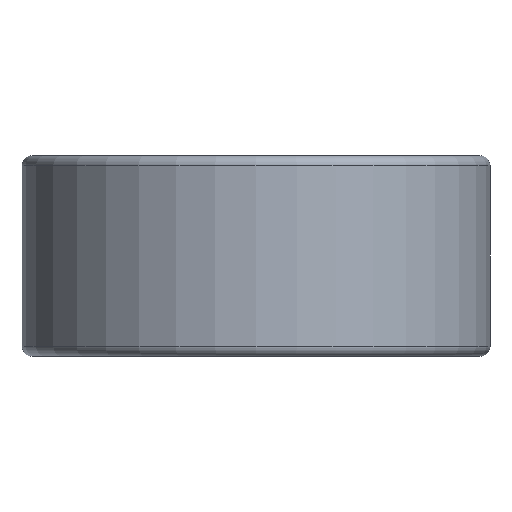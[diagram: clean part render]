
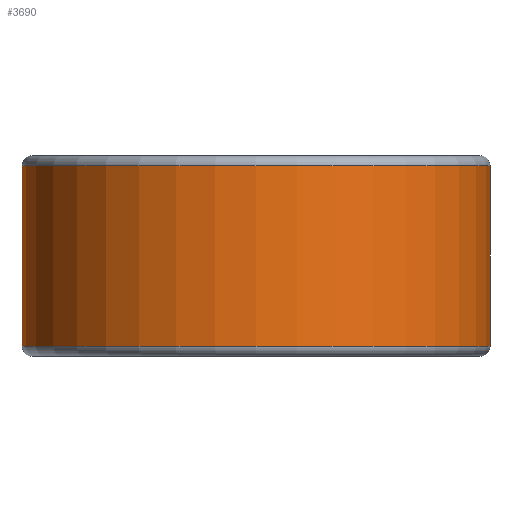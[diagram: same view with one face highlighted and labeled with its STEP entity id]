
A CAD part, front view. The second image highlights one B-rep face of the part: STEP entity #3690.
In plain terms, the highlighted cylindrical face has radius 11.113 mm (diameter 22.225 mm), a partial arc.
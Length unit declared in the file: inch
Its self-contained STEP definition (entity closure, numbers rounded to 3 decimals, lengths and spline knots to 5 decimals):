
#9 = VECTOR ( 'NONE', #2034, 39.37008 ) ;
#37 = LINE ( 'NONE', #2038, #9 ) ;
#216 = AXIS2_PLACEMENT_3D ( 'NONE', #1305, #1264, #1210 ) ;
#241 = AXIS2_PLACEMENT_3D ( 'NONE', #1025, #1026, #1034 ) ;
#436 = CIRCLE ( 'NONE', #216, 0.4375 ) ;
#460 = FACE_OUTER_BOUND ( 'NONE', #4280, .T. ) ;
#472 = CYLINDRICAL_SURFACE ( 'NONE', #241, 0.4375 ) ;
#788 = CARTESIAN_POINT ( 'NONE',  ( -0.4375, 0., 0.1875 ) ) ;
#882 = DIRECTION ( 'NONE',  ( 0., 0., -1. ) ) ;
#1025 = CARTESIAN_POINT ( 'NONE',  ( 0., 0., 0.1875 ) ) ;
#1026 = DIRECTION ( 'NONE',  ( 0., 0., -1. ) ) ;
#1034 = DIRECTION ( 'NONE',  ( -1., 0., 0. ) ) ;
#1165 = CARTESIAN_POINT ( 'NONE',  ( 0.4375, 0., 0.16875 ) ) ;
#1172 = CARTESIAN_POINT ( 'NONE',  ( 0.4375, 0., -0.16875 ) ) ;
#1174 = CARTESIAN_POINT ( 'NONE',  ( -0.4375, 0., -0.16875 ) ) ;
#1185 = CARTESIAN_POINT ( 'NONE',  ( -0.4375, 0., 0.16875 ) ) ;
#1210 = DIRECTION ( 'NONE',  ( 1., 0., 0. ) ) ;
#1264 = DIRECTION ( 'NONE',  ( 0., 0., 1. ) ) ;
#1305 = CARTESIAN_POINT ( 'NONE',  ( 0., 0., -0.16875 ) ) ;
#1578 = EDGE_CURVE ( 'NONE', #3137, #3125, #37, .T. ) ;
#1632 = AXIS2_PLACEMENT_3D ( 'NONE', #2567, #2558, #2553 ) ;
#1653 = EDGE_CURVE ( 'NONE', #3110, #3121, #2192, .T. ) ;
#1657 = EDGE_CURVE ( 'NONE', #3137, #3110, #2209, .T. ) ;
#1831 = EDGE_CURVE ( 'NONE', #3121, #3125, #436, .T. ) ;
#2034 = DIRECTION ( 'NONE',  ( 0., 0., -1. ) ) ;
#2038 = CARTESIAN_POINT ( 'NONE',  ( 0.4375, 0., 0.1875 ) ) ;
#2192 = LINE ( 'NONE', #788, #2206 ) ;
#2206 = VECTOR ( 'NONE', #882, 39.37008 ) ;
#2209 = CIRCLE ( 'NONE', #1632, 0.4375 ) ;
#2553 = DIRECTION ( 'NONE',  ( 1., 0., 0. ) ) ;
#2558 = DIRECTION ( 'NONE',  ( 0., 0., -1. ) ) ;
#2567 = CARTESIAN_POINT ( 'NONE',  ( 0., 0., 0.16875 ) ) ;
#3110 = VERTEX_POINT ( 'NONE', #1185 ) ;
#3121 = VERTEX_POINT ( 'NONE', #1174 ) ;
#3125 = VERTEX_POINT ( 'NONE', #1172 ) ;
#3137 = VERTEX_POINT ( 'NONE', #1165 ) ;
#3690 = ADVANCED_FACE ( 'NONE', ( #460 ), #472, .T. ) ;
#3798 = ORIENTED_EDGE ( 'NONE', *, *, #1831, .T. ) ;
#4277 = ORIENTED_EDGE ( 'NONE', *, *, #1578, .F. ) ;
#4280 = EDGE_LOOP ( 'NONE', ( #4277, #4331, #4291, #3798 ) ) ;
#4291 = ORIENTED_EDGE ( 'NONE', *, *, #1653, .T. ) ;
#4331 = ORIENTED_EDGE ( 'NONE', *, *, #1657, .T. ) ;
